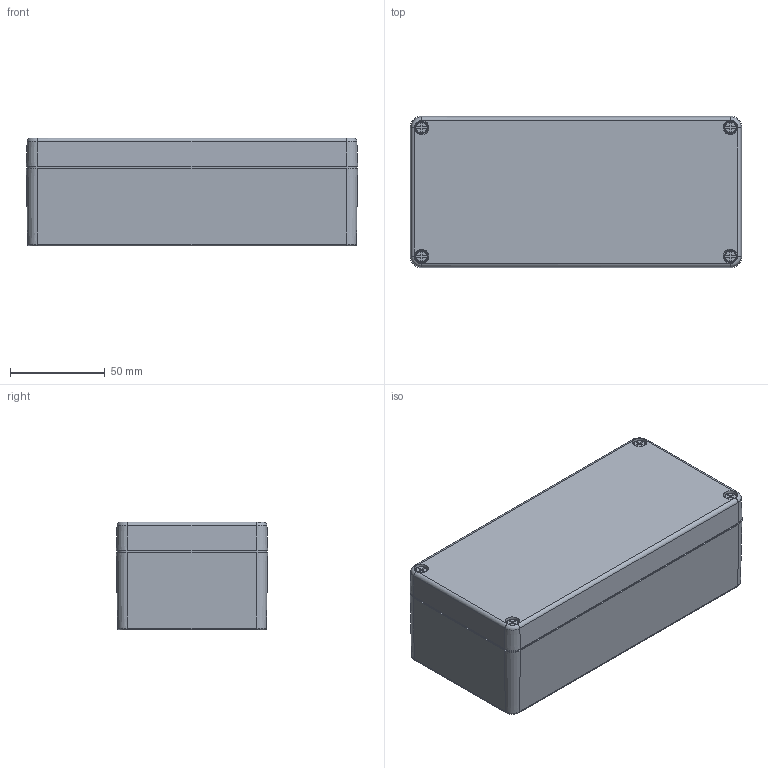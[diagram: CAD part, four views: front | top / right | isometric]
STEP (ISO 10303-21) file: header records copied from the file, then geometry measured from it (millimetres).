
FILE_DESCRIPTION( ( 'STEP AP203' ), '1' );
FILE_NAME( 'CONTA-CLIP_01_08_18_06_2_03.stp', ' ', ( ' ' ), ( ' ' ), 'PSStep 15.0.47', 'PARTsolutions', ' ' );
FILE_SCHEMA( ( 'CONFIG_CONTROL_DESIGN' ) );
Length unit declared in the file: millimetre
Products named in the file (4): CONTA-CLIP CA 175/57 4006.0; _CONTA-CLIP CA 175/57 4006.0_H; _CONTA-CLIP CA 175/57 4006.0_C; _CONTA-CLIP CA 175/57 4006.0_S
Assembly tree (6 placements, depth 2):
  CONTA-CLIP CA 175/57 4006.0
    _CONTA-CLIP CA 175/57 4006.0_H
    _CONTA-CLIP CA 175/57 4006.0_C
    _CONTA-CLIP CA 175/57 4006.0_S  x4
Bounding box: 175 x 80 x 57 mm (x, y, z)
Volume: 208501.1 mm3; surface area: 115185.7 mm2
Topology: 6 solids, 6 shells, 332 faces, 811 edges, 522 vertices
Faces by surface type: plane 151, cylinder 82, cone 74, torus 19, bspline 6
Full cylindrical faces by diameter (mm): 3.242 x11, 3.52 x4, 4 x4, 4.5 x4
Entity records: 7941 total; most frequent: CARTESIAN_POINT 1574, DIRECTION 1378, ORIENTED_EDGE 1176, EDGE_CURVE 588, AXIS2_PLACEMENT_3D 557, VERTEX_POINT 411, EDGE_LOOP 363, FACE_OUTER_BOUND 283
